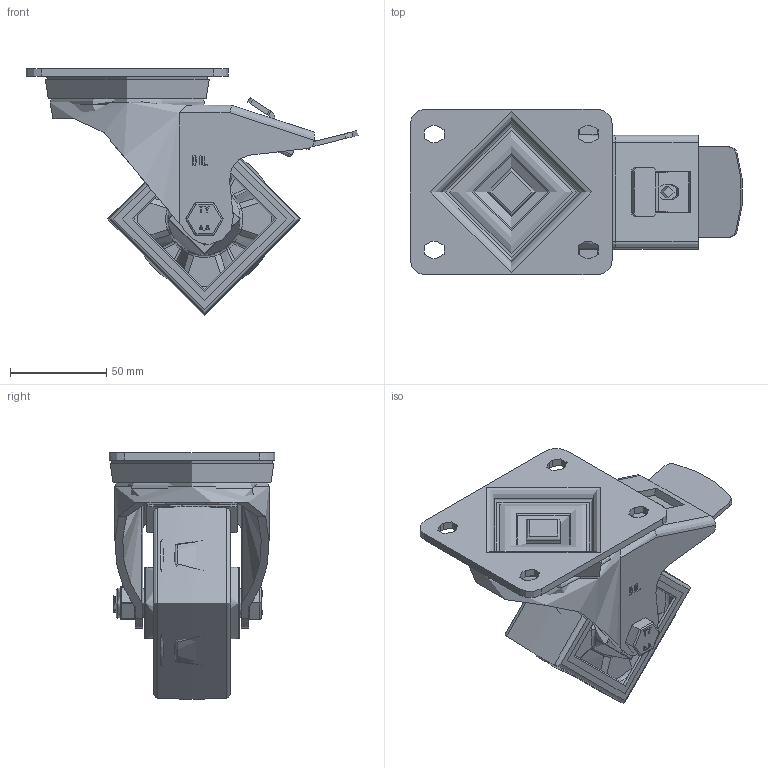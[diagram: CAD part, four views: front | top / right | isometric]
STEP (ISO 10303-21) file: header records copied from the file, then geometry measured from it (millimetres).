
FILE_DESCRIPTION(/* description */ (''),/* implementation_level */ '2;1');
FILE_NAME(/* name */ 'BZH100XPNBSWB.step',/* time_stamp */ '2025-06-10T12:34:12+01:00',/* author */ (''),/* organization */ (''),/* preprocessor_version */ 'ST-DEVELOPER v20.1',/* originating_system */ 'Autodesk Translation Framework v14.10.0.0',/* authorisation */ '');
FILE_SCHEMA (('AUTOMOTIVE_DESIGN { 1 0 10303 214 3 1 1 }'));
Products named in the file (26): BZH100XPNBSWB; BZH100ASSWB v1; ZINC PLATED, PRESSED STEEL TOP PLATE; ZINC PLATED, PRESSED STEEL FORKS; BEARING SEAL; ZINC PLATED, PRESSED STEEL BRAKE PEDAL; BRAKE PAD; BRAKE PAD Geometry; BRAKE BOLT; BZXH100WPNRB v1; POLYURETHANE TYRE; NYLON RIM; NYLON RIM Geometry; CAP; ROLLER BEARING; CAGE; RIBS; Component4; TUBEM15X52CH v1; ZINC PLATED STEEL TUBE; HEXBOLTM10X70Z8.8 v2; GRADE 8.8 THREADED ZINC PLATED BOLT; NYLOCM10Z v1; NYLOC NUT; RUBBER; NUT
Assembly tree (32 placements, depth 5):
  BZH100XPNBSWB
    BZH100ASSWB v1
      ZINC PLATED, PRESSED STEEL TOP PLATE
      ZINC PLATED, PRESSED STEEL FORKS
      BEARING SEAL
      ZINC PLATED, PRESSED STEEL BRAKE PEDAL
      BRAKE PAD
        BRAKE PAD Geometry
        BRAKE BOLT
    BZXH100WPNRB v1
      POLYURETHANE TYRE
      NYLON RIM
        NYLON RIM Geometry
        CAP
      ROLLER BEARING
        CAGE
        RIBS
          Component4  x8
    TUBEM15X52CH v1
      ZINC PLATED STEEL TUBE
    HEXBOLTM10X70Z8.8 v2
      GRADE 8.8 THREADED ZINC PLATED BOLT
    NYLOCM10Z v1
      NYLOC NUT
        RUBBER
        NUT
Bounding box: 172.17 x 86 x 128 mm (x, y, z)
Volume: 379834 mm3; surface area: 170191 mm2
Topology: 22 solids, 22 shells, 896 faces, 2243 edges, 1397 vertices
Faces by surface type: plane 400, cylinder 226, bspline 163, torus 56, sphere 44, cone 7
Full cylindrical faces by diameter (mm): 4 x8, 6 x2, 8.141 x18, 9.85 x19, 10 x3, 10.2 x2, 10.3 x1, 12 x2, 14.9 x1, 15 x1, 15.5 x2, 16 x2, 20 x1, 22.5 x1, 25 x2, 26 x1, 26.9 x1, 27 x1, 31 x1, 32 x1, 37 x2, 60 x1, 72 x1, 73 x2, 80 x1, 85 x2
Entity records: 58320 total; most frequent: CARTESIAN_POINT 37011, ORIENTED_EDGE 4444, DIRECTION 4152, EDGE_CURVE 2222, AXIS2_PLACEMENT_3D 1529, VERTEX_POINT 1383, LINE 1094, VECTOR 1094
